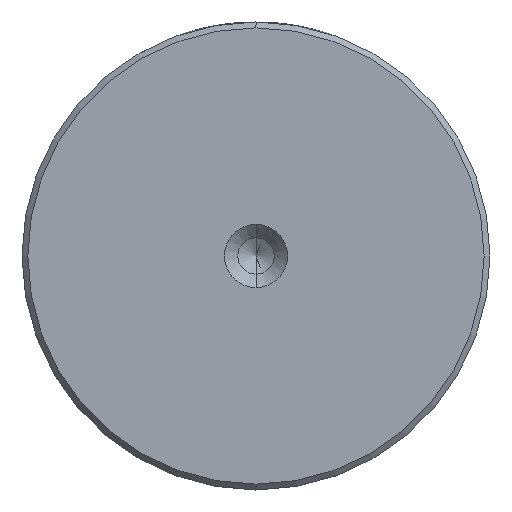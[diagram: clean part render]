
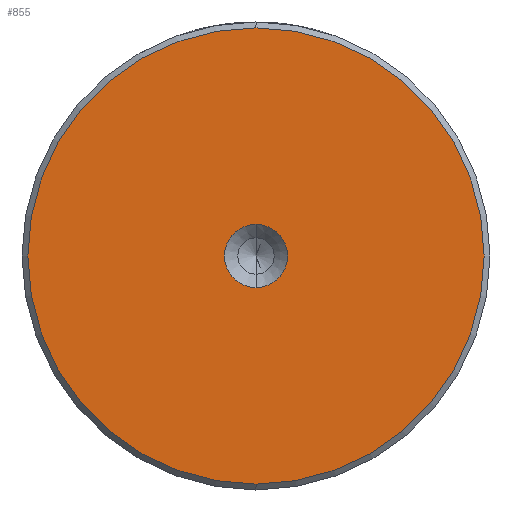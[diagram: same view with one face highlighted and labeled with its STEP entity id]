
A CAD part, left-side view. The second image highlights one B-rep face of the part: STEP entity #855.
In plain terms, the highlighted planar face has unit normal (-1, 0, 0).
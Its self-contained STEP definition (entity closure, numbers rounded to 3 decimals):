
#11 = DIRECTION ( 'NONE',  ( -1., 0., 0. ) ) ;
#15 = CARTESIAN_POINT ( 'NONE',  ( 0., 0., 0. ) ) ;
#46 = AXIS2_PLACEMENT_3D ( 'NONE', #2576, #2571, #1218 ) ;
#229 = DIRECTION ( 'NONE',  ( 0., 0., 1. ) ) ;
#477 = CARTESIAN_POINT ( 'NONE',  ( 0., 0., 0. ) ) ;
#503 = ORIENTED_EDGE ( 'NONE', *, *, #2862, .T. ) ;
#512 = AXIS2_PLACEMENT_3D ( 'NONE', #477, #2037, #690 ) ;
#518 = ORIENTED_EDGE ( 'NONE', *, *, #1864, .F. ) ;
#563 = PLANE ( 'NONE',  #711 ) ;
#690 = DIRECTION ( 'NONE',  ( 0., 0., 1. ) ) ;
#711 = AXIS2_PLACEMENT_3D ( 'NONE', #1435, #2581, #1225 ) ;
#722 = EDGE_CURVE ( 'NONE', #984, #1330, #1733, .T. ) ;
#855 = ADVANCED_FACE ( 'NONE', ( #1517, #2732 ), #563, .T. ) ;
#984 = VERTEX_POINT ( 'NONE', #2706 ) ;
#1218 = DIRECTION ( 'NONE',  ( 0., 0., 1. ) ) ;
#1225 = DIRECTION ( 'NONE',  ( 0., 0., 1. ) ) ;
#1298 = AXIS2_PLACEMENT_3D ( 'NONE', #15, #1546, #229 ) ;
#1308 = CARTESIAN_POINT ( 'NONE',  ( 0., 0., 0. ) ) ;
#1330 = VERTEX_POINT ( 'NONE', #2770 ) ;
#1398 = VERTEX_POINT ( 'NONE', #1429 ) ;
#1429 = CARTESIAN_POINT ( 'NONE',  ( 0., 0., 2.7 ) ) ;
#1435 = CARTESIAN_POINT ( 'NONE',  ( 0., 0., 0. ) ) ;
#1469 = CIRCLE ( 'NONE', #1298, 19.5 ) ;
#1517 = FACE_OUTER_BOUND ( 'NONE', #1876, .T. ) ;
#1536 = DIRECTION ( 'NONE',  ( 0., 0., 1. ) ) ;
#1546 = DIRECTION ( 'NONE',  ( -1., 0., 0. ) ) ;
#1733 = CIRCLE ( 'NONE', #512, 19.5 ) ;
#1745 = EDGE_CURVE ( 'NONE', #1398, #2130, #2327, .T. ) ;
#1794 = ORIENTED_EDGE ( 'NONE', *, *, #1745, .F. ) ;
#1820 = AXIS2_PLACEMENT_3D ( 'NONE', #1308, #11, #1536 ) ;
#1864 = EDGE_CURVE ( 'NONE', #2130, #1398, #2564, .T. ) ;
#1866 = ORIENTED_EDGE ( 'NONE', *, *, #722, .T. ) ;
#1876 = EDGE_LOOP ( 'NONE', ( #503, #1866 ) ) ;
#2037 = DIRECTION ( 'NONE',  ( -1., 0., 0. ) ) ;
#2130 = VERTEX_POINT ( 'NONE', #2507 ) ;
#2198 = EDGE_LOOP ( 'NONE', ( #1794, #518 ) ) ;
#2327 = CIRCLE ( 'NONE', #46, 2.7 ) ;
#2507 = CARTESIAN_POINT ( 'NONE',  ( 0., 0., -2.7 ) ) ;
#2564 = CIRCLE ( 'NONE', #1820, 2.7 ) ;
#2571 = DIRECTION ( 'NONE',  ( -1., 0., 0. ) ) ;
#2576 = CARTESIAN_POINT ( 'NONE',  ( 0., 0., 0. ) ) ;
#2581 = DIRECTION ( 'NONE',  ( -1., 0., 0. ) ) ;
#2706 = CARTESIAN_POINT ( 'NONE',  ( 0., 0., 19.5 ) ) ;
#2732 = FACE_BOUND ( 'NONE', #2198, .T. ) ;
#2770 = CARTESIAN_POINT ( 'NONE',  ( 0., 0., -19.5 ) ) ;
#2862 = EDGE_CURVE ( 'NONE', #1330, #984, #1469, .T. ) ;
